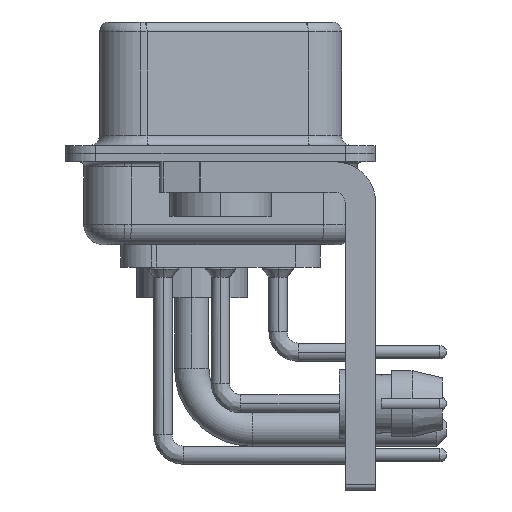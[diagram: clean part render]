
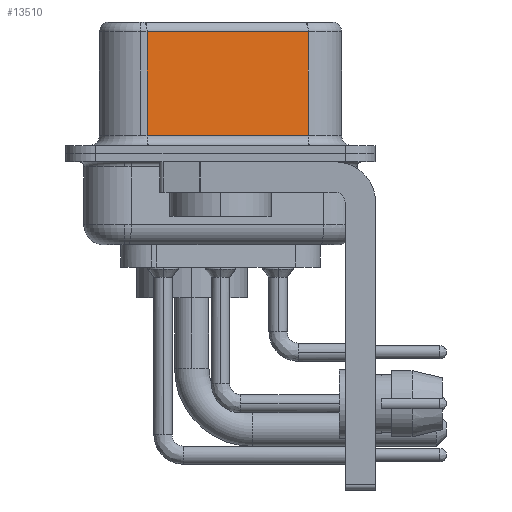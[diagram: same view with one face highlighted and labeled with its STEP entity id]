
A CAD part, left-side view. The second image highlights one B-rep face of the part: STEP entity #13510.
In plain terms, the highlighted planar face has unit normal (-0.985, -0.174, 0).
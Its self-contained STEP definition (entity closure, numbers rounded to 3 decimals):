
#650 = LINE ( 'NONE', #3895, #37946 ) ;
#751 = EDGE_CURVE ( 'NONE', #6630, #10831, #6729, .T. ) ;
#869 = DIRECTION ( 'NONE',  ( 0.985, 0.174, 0. ) ) ;
#919 = ORIENTED_EDGE ( 'NONE', *, *, #17071, .T. ) ;
#1767 = DIRECTION ( 'NONE',  ( 0., 0., -1. ) ) ;
#2166 = LINE ( 'NONE', #8220, #22757 ) ;
#3542 = CARTESIAN_POINT ( 'NONE',  ( 3.73, 3.628, 0.9 ) ) ;
#3895 = CARTESIAN_POINT ( 'NONE',  ( 5.132, -4.322, 6.52 ) ) ;
#4839 = CARTESIAN_POINT ( 'NONE',  ( 5.132, -4.322, 6.02 ) ) ;
#5757 = DIRECTION ( 'NONE',  ( 0.174, -0.985, 0. ) ) ;
#6162 = CARTESIAN_POINT ( 'NONE',  ( 5.132, -4.322, 0.9 ) ) ;
#6630 = VERTEX_POINT ( 'NONE', #4839 ) ;
#6729 = LINE ( 'NONE', #28158, #38558 ) ;
#8220 = CARTESIAN_POINT ( 'NONE',  ( 3.73, 3.628, 6.52 ) ) ;
#9988 = AXIS2_PLACEMENT_3D ( 'NONE', #35023, #869, #29176 ) ;
#10353 = DIRECTION ( 'NONE',  ( -0.174, 0.985, 0. ) ) ;
#10831 = VERTEX_POINT ( 'NONE', #12813 ) ;
#12813 = CARTESIAN_POINT ( 'NONE',  ( 3.73, 3.628, 6.02 ) ) ;
#12991 = DIRECTION ( 'NONE',  ( 0., 0., -1. ) ) ;
#13510 = ADVANCED_FACE ( 'NONE', ( #34622 ), #38488, .F. ) ;
#17071 = EDGE_CURVE ( 'NONE', #10831, #38168, #2166, .T. ) ;
#19047 = ORIENTED_EDGE ( 'NONE', *, *, #38665, .F. ) ;
#20535 = ORIENTED_EDGE ( 'NONE', *, *, #751, .T. ) ;
#22757 = VECTOR ( 'NONE', #1767, 1000. ) ;
#24747 = ORIENTED_EDGE ( 'NONE', *, *, #28052, .T. ) ;
#26847 = VERTEX_POINT ( 'NONE', #6162 ) ;
#28052 = EDGE_CURVE ( 'NONE', #38168, #26847, #30605, .T. ) ;
#28158 = CARTESIAN_POINT ( 'NONE',  ( 5.132, -4.322, 6.02 ) ) ;
#28861 = VECTOR ( 'NONE', #5757, 1000. ) ;
#29176 = DIRECTION ( 'NONE',  ( -0.174, 0.985, 0. ) ) ;
#30605 = LINE ( 'NONE', #31776, #28861 ) ;
#31776 = CARTESIAN_POINT ( 'NONE',  ( 5.132, -4.322, 0.9 ) ) ;
#32386 = EDGE_LOOP ( 'NONE', ( #19047, #20535, #919, #24747 ) ) ;
#34622 = FACE_OUTER_BOUND ( 'NONE', #32386, .T. ) ;
#35023 = CARTESIAN_POINT ( 'NONE',  ( 5.132, -4.322, 6.52 ) ) ;
#37946 = VECTOR ( 'NONE', #12991, 1000. ) ;
#38168 = VERTEX_POINT ( 'NONE', #3542 ) ;
#38488 = PLANE ( 'NONE',  #9988 ) ;
#38558 = VECTOR ( 'NONE', #10353, 1000. ) ;
#38665 = EDGE_CURVE ( 'NONE', #6630, #26847, #650, .T. ) ;
